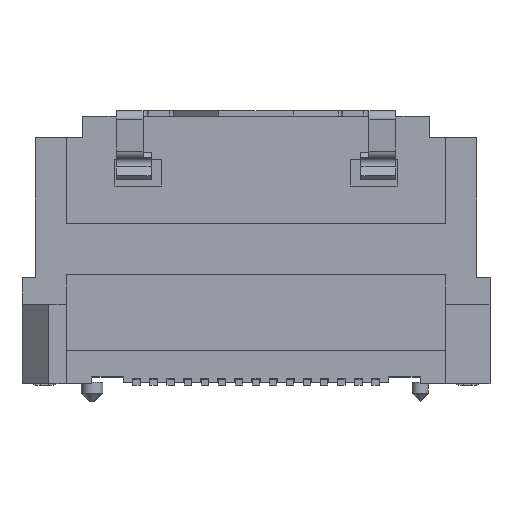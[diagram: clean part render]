
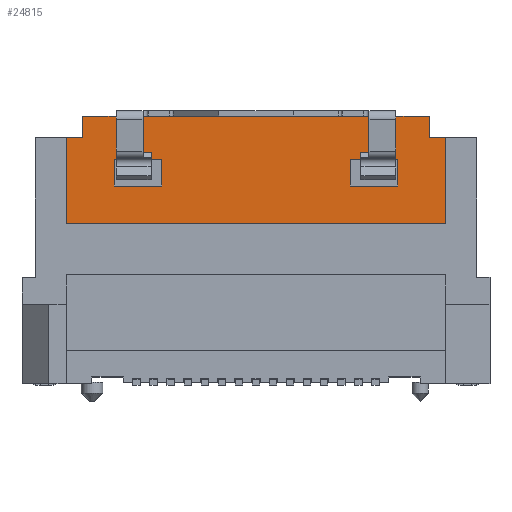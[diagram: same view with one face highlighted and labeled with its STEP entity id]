
A CAD part, top view. The second image highlights one B-rep face of the part: STEP entity #24815.
In plain terms, the highlighted planar face has unit normal (0, 0, 1).
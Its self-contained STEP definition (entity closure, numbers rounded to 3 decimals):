
#2365=DIRECTION('',(-1.,0.,0.));
#2366=VECTOR('',#2365,3.988);
#2367=CARTESIAN_POINT('',(1.994,4.975,2.4));
#2368=LINE('',#2367,#2366);
#2369=DIRECTION('',(-1.,0.,0.));
#2370=VECTOR('',#2369,1.);
#2371=CARTESIAN_POINT('',(5.2,4.975,2.4));
#2372=LINE('',#2371,#2370);
#2373=DIRECTION('',(0.,-1.,0.));
#2374=VECTOR('',#2373,0.8);
#2375=CARTESIAN_POINT('',(6.45,4.975,2.4));
#2376=LINE('',#2375,#2374);
#2377=DIRECTION('',(-1.,0.,0.));
#2378=VECTOR('',#2377,0.61);
#2379=CARTESIAN_POINT('',(7.06,4.175,2.4));
#2380=LINE('',#2379,#2378);
#2381=DIRECTION('',(0.,1.,0.));
#2382=VECTOR('',#2381,3.2);
#2383=CARTESIAN_POINT('',(7.06,0.975,2.4));
#2384=LINE('',#2383,#2382);
#2385=DIRECTION('',(-1.,0.,0.));
#2386=VECTOR('',#2385,14.12);
#2387=CARTESIAN_POINT('',(7.06,0.975,2.4));
#2388=LINE('',#2387,#2386);
#2389=DIRECTION('',(0.,1.,0.));
#2390=VECTOR('',#2389,3.2);
#2391=CARTESIAN_POINT('',(-7.06,0.975,2.4));
#2392=LINE('',#2391,#2390);
#2393=DIRECTION('',(1.,0.,0.));
#2394=VECTOR('',#2393,0.61);
#2395=CARTESIAN_POINT('',(-7.06,4.175,2.4));
#2396=LINE('',#2395,#2394);
#2397=DIRECTION('',(0.,-1.,0.));
#2398=VECTOR('',#2397,0.8);
#2399=CARTESIAN_POINT('',(-6.45,4.975,2.4));
#2400=LINE('',#2399,#2398);
#2401=DIRECTION('',(1.,0.,0.));
#2402=VECTOR('',#2401,1.);
#2403=CARTESIAN_POINT('',(-5.2,4.975,2.4));
#2404=LINE('',#2403,#2402);
#2405=DIRECTION('',(0.,1.,0.));
#2406=VECTOR('',#2405,0.196);
#2407=CARTESIAN_POINT('',(-3.9,3.375,2.4));
#2408=LINE('',#2407,#2406);
#2409=DIRECTION('',(0.,1.,0.));
#2410=VECTOR('',#2409,0.196);
#2411=CARTESIAN_POINT('',(-5.2,3.375,2.4));
#2412=LINE('',#2411,#2410);
#2413=DIRECTION('',(1.,0.,0.));
#2414=VECTOR('',#2413,0.075);
#2415=CARTESIAN_POINT('',(-5.275,3.375,2.4));
#2416=LINE('',#2415,#2414);
#2417=DIRECTION('',(0.,-1.,0.));
#2418=VECTOR('',#2417,1.);
#2419=CARTESIAN_POINT('',(-5.275,3.375,2.4));
#2420=LINE('',#2419,#2418);
#2421=DIRECTION('',(1.,0.,0.));
#2422=VECTOR('',#2421,1.775);
#2423=CARTESIAN_POINT('',(-5.275,2.375,2.4));
#2424=LINE('',#2423,#2422);
#2425=DIRECTION('',(0.,-1.,0.));
#2426=VECTOR('',#2425,1.);
#2427=CARTESIAN_POINT('',(-3.5,3.375,2.4));
#2428=LINE('',#2427,#2426);
#2429=DIRECTION('',(1.,0.,0.));
#2430=VECTOR('',#2429,0.4);
#2431=CARTESIAN_POINT('',(-3.9,3.375,2.4));
#2432=LINE('',#2431,#2430);
#2433=DIRECTION('',(0.,1.,0.));
#2434=VECTOR('',#2433,0.196);
#2435=CARTESIAN_POINT('',(3.9,3.375,2.4));
#2436=LINE('',#2435,#2434);
#2437=DIRECTION('',(1.,0.,0.));
#2438=VECTOR('',#2437,0.4);
#2439=CARTESIAN_POINT('',(3.5,3.375,2.4));
#2440=LINE('',#2439,#2438);
#2441=DIRECTION('',(0.,1.,0.));
#2442=VECTOR('',#2441,1.);
#2443=CARTESIAN_POINT('',(3.5,2.375,2.4));
#2444=LINE('',#2443,#2442);
#2445=DIRECTION('',(1.,0.,0.));
#2446=VECTOR('',#2445,1.775);
#2447=CARTESIAN_POINT('',(3.5,2.375,2.4));
#2448=LINE('',#2447,#2446);
#2449=DIRECTION('',(0.,1.,0.));
#2450=VECTOR('',#2449,1.);
#2451=CARTESIAN_POINT('',(5.275,2.375,2.4));
#2452=LINE('',#2451,#2450);
#2453=DIRECTION('',(1.,0.,0.));
#2454=VECTOR('',#2453,0.075);
#2455=CARTESIAN_POINT('',(5.2,3.375,2.4));
#2456=LINE('',#2455,#2454);
#2457=DIRECTION('',(0.,1.,0.));
#2458=VECTOR('',#2457,0.196);
#2459=CARTESIAN_POINT('',(5.2,3.375,2.4));
#2460=LINE('',#2459,#2458);
#2553=DIRECTION('',(-1.,0.,0.));
#2554=VECTOR('',#2553,1.25);
#2555=CARTESIAN_POINT('',(6.45,4.975,2.4));
#2556=LINE('',#2555,#2554);
#2565=DIRECTION('',(-1.,0.,0.));
#2566=VECTOR('',#2565,2.206);
#2567=CARTESIAN_POINT('',(4.2,4.975,2.4));
#2568=LINE('',#2567,#2566);
#2585=DIRECTION('',(-1.,0.,0.));
#2586=VECTOR('',#2585,1.25);
#2587=CARTESIAN_POINT('',(-5.2,4.975,2.4));
#2588=LINE('',#2587,#2586);
#2613=DIRECTION('',(-1.,0.,0.));
#2614=VECTOR('',#2613,2.206);
#2615=CARTESIAN_POINT('',(-1.994,4.975,2.4));
#2616=LINE('',#2615,#2614);
#3065=DIRECTION('',(1.,0.,0.));
#3066=VECTOR('',#3065,1.3);
#3067=CARTESIAN_POINT('',(-5.2,3.571,2.4));
#3068=LINE('',#3067,#3066);
#3713=DIRECTION('',(1.,0.,0.));
#3714=VECTOR('',#3713,1.3);
#3715=CARTESIAN_POINT('',(3.9,3.571,2.4));
#3716=LINE('',#3715,#3714);
#17391=CARTESIAN_POINT('',(6.45,4.975,2.4));
#17392=CARTESIAN_POINT('',(6.45,4.175,2.4));
#17393=VERTEX_POINT('',#17391);
#17394=VERTEX_POINT('',#17392);
#17395=CARTESIAN_POINT('',(-6.45,4.975,2.4));
#17396=CARTESIAN_POINT('',(-6.45,4.175,2.4));
#17397=VERTEX_POINT('',#17395);
#17398=VERTEX_POINT('',#17396);
#17408=CARTESIAN_POINT('',(7.06,0.975,2.4));
#17410=VERTEX_POINT('',#17408);
#17412=CARTESIAN_POINT('',(-7.06,0.975,2.4));
#17414=VERTEX_POINT('',#17412);
#17415=CARTESIAN_POINT('',(7.06,4.175,2.4));
#17416=VERTEX_POINT('',#17415);
#17417=CARTESIAN_POINT('',(-7.06,4.175,2.4));
#17418=VERTEX_POINT('',#17417);
#17799=CARTESIAN_POINT('',(3.5,2.375,2.4));
#17800=CARTESIAN_POINT('',(3.5,3.375,2.4));
#17801=VERTEX_POINT('',#17799);
#17802=VERTEX_POINT('',#17800);
#17803=CARTESIAN_POINT('',(5.275,2.375,2.4));
#17804=CARTESIAN_POINT('',(5.275,3.375,2.4));
#17805=VERTEX_POINT('',#17803);
#17806=VERTEX_POINT('',#17804);
#17959=CARTESIAN_POINT('',(1.994,4.975,2.4));
#17961=VERTEX_POINT('',#17959);
#17963=CARTESIAN_POINT('',(-1.994,4.975,2.4));
#17965=VERTEX_POINT('',#17963);
#18121=CARTESIAN_POINT('',(-5.275,2.375,2.4));
#18122=CARTESIAN_POINT('',(-3.5,2.375,2.4));
#18123=VERTEX_POINT('',#18121);
#18124=VERTEX_POINT('',#18122);
#18129=CARTESIAN_POINT('',(5.2,3.375,2.4));
#18130=CARTESIAN_POINT('',(5.2,3.571,2.4));
#18131=VERTEX_POINT('',#18129);
#18132=VERTEX_POINT('',#18130);
#18137=CARTESIAN_POINT('',(-5.2,3.375,2.4));
#18138=CARTESIAN_POINT('',(-5.2,3.571,2.4));
#18139=VERTEX_POINT('',#18137);
#18140=VERTEX_POINT('',#18138);
#18145=CARTESIAN_POINT('',(-3.9,3.375,2.4));
#18146=CARTESIAN_POINT('',(-3.9,3.571,2.4));
#18147=VERTEX_POINT('',#18145);
#18148=VERTEX_POINT('',#18146);
#18153=CARTESIAN_POINT('',(3.9,3.375,2.4));
#18154=CARTESIAN_POINT('',(3.9,3.571,2.4));
#18155=VERTEX_POINT('',#18153);
#18156=VERTEX_POINT('',#18154);
#18165=CARTESIAN_POINT('',(-5.275,3.375,2.4));
#18166=VERTEX_POINT('',#18165);
#18173=CARTESIAN_POINT('',(-3.5,3.375,2.4));
#18174=VERTEX_POINT('',#18173);
#18227=CARTESIAN_POINT('',(5.2,4.975,2.4));
#18228=VERTEX_POINT('',#18227);
#18231=CARTESIAN_POINT('',(4.2,4.975,2.4));
#18232=VERTEX_POINT('',#18231);
#18233=CARTESIAN_POINT('',(-5.2,4.975,2.4));
#18234=VERTEX_POINT('',#18233);
#18237=CARTESIAN_POINT('',(-4.2,4.975,2.4));
#18238=VERTEX_POINT('',#18237);
#24749=CARTESIAN_POINT('',(8.7,0.975,2.4));
#24750=DIRECTION('',(0.,0.,-1.));
#24751=DIRECTION('',(0.,1.,0.));
#24752=AXIS2_PLACEMENT_3D('',#24749,#24750,#24751);
#24753=PLANE('',#24752);
#24755=ORIENTED_EDGE('',*,*,#24754,.F.);
#24757=ORIENTED_EDGE('',*,*,#24756,.F.);
#24759=ORIENTED_EDGE('',*,*,#24758,.F.);
#24761=ORIENTED_EDGE('',*,*,#24760,.F.);
#24763=ORIENTED_EDGE('',*,*,#24762,.F.);
#24765=ORIENTED_EDGE('',*,*,#24764,.T.);
#24766=ORIENTED_EDGE('',*,*,#24620,.F.);
#24767=ORIENTED_EDGE('',*,*,#24742,.F.);
#24768=ORIENTED_EDGE('',*,*,#24731,.T.);
#24769=ORIENTED_EDGE('',*,*,#24717,.T.);
#24770=ORIENTED_EDGE('',*,*,#24600,.T.);
#24772=ORIENTED_EDGE('',*,*,#24771,.F.);
#24774=ORIENTED_EDGE('',*,*,#24773,.F.);
#24776=ORIENTED_EDGE('',*,*,#24775,.T.);
#24777=EDGE_LOOP('',(#24755,#24757,#24759,#24761,#24763,#24765,#24766,#24767,
#24768,#24769,#24770,#24772,#24774,#24776));
#24778=FACE_OUTER_BOUND('',#24777,.F.);
#24780=ORIENTED_EDGE('',*,*,#24779,.T.);
#24782=ORIENTED_EDGE('',*,*,#24781,.F.);
#24784=ORIENTED_EDGE('',*,*,#24783,.F.);
#24786=ORIENTED_EDGE('',*,*,#24785,.F.);
#24788=ORIENTED_EDGE('',*,*,#24787,.T.);
#24790=ORIENTED_EDGE('',*,*,#24789,.T.);
#24792=ORIENTED_EDGE('',*,*,#24791,.F.);
#24794=ORIENTED_EDGE('',*,*,#24793,.F.);
#24795=EDGE_LOOP('',(#24780,#24782,#24784,#24786,#24788,#24790,#24792,#24794));
#24796=FACE_BOUND('',#24795,.F.);
#24798=ORIENTED_EDGE('',*,*,#24797,.F.);
#24800=ORIENTED_EDGE('',*,*,#24799,.F.);
#24802=ORIENTED_EDGE('',*,*,#24801,.F.);
#24804=ORIENTED_EDGE('',*,*,#24803,.T.);
#24806=ORIENTED_EDGE('',*,*,#24805,.T.);
#24808=ORIENTED_EDGE('',*,*,#24807,.F.);
#24810=ORIENTED_EDGE('',*,*,#24809,.T.);
#24812=ORIENTED_EDGE('',*,*,#24811,.F.);
#24813=EDGE_LOOP('',(#24798,#24800,#24802,#24804,#24806,#24808,#24810,#24812));
#24814=FACE_BOUND('',#24813,.F.);
#24815=ADVANCED_FACE('',(#24778,#24796,#24814),#24753,.F.);
#24600=EDGE_CURVE('',#17418,#17398,#2396,.T.);
#24620=EDGE_CURVE('',#17416,#17394,#2380,.T.);
#24717=EDGE_CURVE('',#17414,#17418,#2392,.T.);
#24731=EDGE_CURVE('',#17410,#17414,#2388,.T.);
#24742=EDGE_CURVE('',#17410,#17416,#2384,.T.);
#24754=EDGE_CURVE('',#17965,#18238,#2616,.T.);
#24756=EDGE_CURVE('',#17961,#17965,#2368,.T.);
#24758=EDGE_CURVE('',#18232,#17961,#2568,.T.);
#24760=EDGE_CURVE('',#18228,#18232,#2372,.T.);
#24762=EDGE_CURVE('',#17393,#18228,#2556,.T.);
#24764=EDGE_CURVE('',#17393,#17394,#2376,.T.);
#24771=EDGE_CURVE('',#17397,#17398,#2400,.T.);
#24773=EDGE_CURVE('',#18234,#17397,#2588,.T.);
#24775=EDGE_CURVE('',#18234,#18238,#2404,.T.);
#24779=EDGE_CURVE('',#18147,#18148,#2408,.T.);
#24781=EDGE_CURVE('',#18140,#18148,#3068,.T.);
#24783=EDGE_CURVE('',#18139,#18140,#2412,.T.);
#24785=EDGE_CURVE('',#18166,#18139,#2416,.T.);
#24787=EDGE_CURVE('',#18166,#18123,#2420,.T.);
#24789=EDGE_CURVE('',#18123,#18124,#2424,.T.);
#24791=EDGE_CURVE('',#18174,#18124,#2428,.T.);
#24793=EDGE_CURVE('',#18147,#18174,#2432,.T.);
#24797=EDGE_CURVE('',#18155,#18156,#2436,.T.);
#24799=EDGE_CURVE('',#17802,#18155,#2440,.T.);
#24801=EDGE_CURVE('',#17801,#17802,#2444,.T.);
#24803=EDGE_CURVE('',#17801,#17805,#2448,.T.);
#24805=EDGE_CURVE('',#17805,#17806,#2452,.T.);
#24807=EDGE_CURVE('',#18131,#17806,#2456,.T.);
#24809=EDGE_CURVE('',#18131,#18132,#2460,.T.);
#24811=EDGE_CURVE('',#18156,#18132,#3716,.T.);
